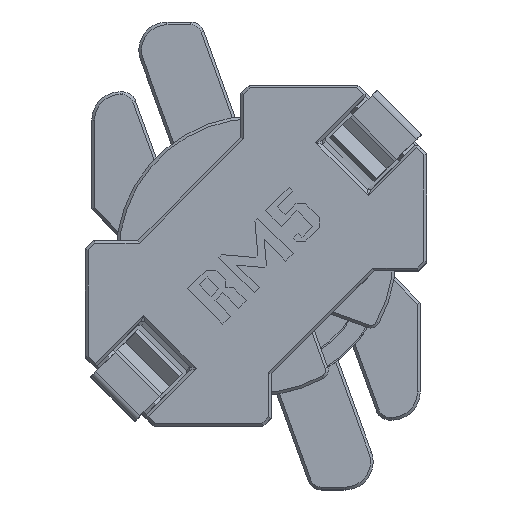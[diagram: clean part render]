
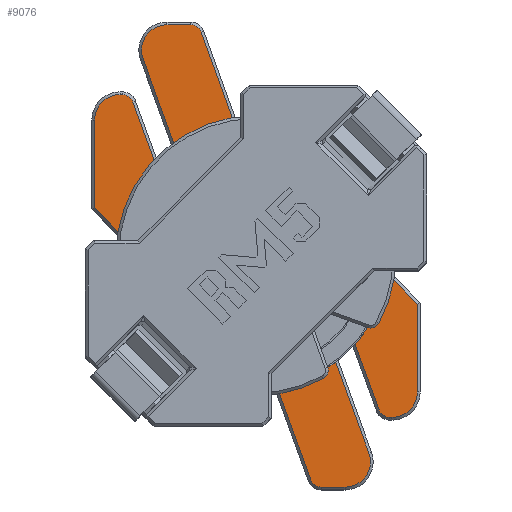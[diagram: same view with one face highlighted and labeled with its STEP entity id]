
A CAD part, top view. The second image highlights one B-rep face of the part: STEP entity #9076.
In plain terms, the highlighted planar face has unit normal (0, 0, 1).
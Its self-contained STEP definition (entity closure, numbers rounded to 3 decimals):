
#167=CIRCLE('',#9607,4.95);
#168=CIRCLE('',#9609,0.408);
#170=CIRCLE('',#9613,0.916);
#172=CIRCLE('',#9617,0.439);
#174=CIRCLE('',#9621,0.408);
#175=CIRCLE('',#9624,0.916);
#176=CIRCLE('',#9629,0.408);
#178=CIRCLE('',#9633,0.916);
#180=CIRCLE('',#9637,0.439);
#182=CIRCLE('',#9641,0.408);
#183=CIRCLE('',#9644,0.916);
#184=CIRCLE('',#9647,4.95);
#185=CIRCLE('',#9656,2.75);
#232=FACE_BOUND('',#1182,.T.);
#659=FACE_OUTER_BOUND('',#1181,.T.);
#1181=EDGE_LOOP('',(#7466,#7467,#7468,#7469,#7470,#7471,#7472,#7473,#7474,
#7475,#7476,#7477,#7478,#7479,#7480,#7481,#7482,#7483,#7484,#7485,#7486,
#7487,#7488,#7489,#7490,#7491));
#1182=EDGE_LOOP('',(#7492));
#2197=LINE('',#14103,#3284);
#2201=LINE('',#14115,#3288);
#2204=LINE('',#14137,#3291);
#2208=LINE('',#14149,#3295);
#2212=LINE('',#14160,#3299);
#2216=LINE('',#14169,#3303);
#2218=LINE('',#14175,#3305);
#2219=LINE('',#14178,#3306);
#2223=LINE('',#14186,#3310);
#2226=LINE('',#14201,#3313);
#2230=LINE('',#14213,#3317);
#2234=LINE('',#14224,#3321);
#2238=LINE('',#14233,#3325);
#2240=LINE('',#14239,#3327);
#3284=VECTOR('',#11599,1.336);
#3288=VECTOR('',#11605,3.39);
#3291=VECTOR('',#11620,0.851);
#3295=VECTOR('',#11632,4.292);
#3299=VECTOR('',#11644,2.954);
#3303=VECTOR('',#11654,0.082);
#3305=VECTOR('',#11662,3.16);
#3306=VECTOR('',#11665,1.336);
#3310=VECTOR('',#11671,3.39);
#3313=VECTOR('',#11682,0.851);
#3317=VECTOR('',#11694,4.292);
#3321=VECTOR('',#11706,2.954);
#3325=VECTOR('',#11716,0.082);
#3327=VECTOR('',#11724,3.16);
#4069=VERTEX_POINT('',#14101);
#4070=VERTEX_POINT('',#14102);
#4072=VERTEX_POINT('',#14112);
#4073=VERTEX_POINT('',#14114);
#4074=VERTEX_POINT('',#14121);
#4076=VERTEX_POINT('',#14129);
#4078=VERTEX_POINT('',#14135);
#4080=VERTEX_POINT('',#14141);
#4082=VERTEX_POINT('',#14147);
#4084=VERTEX_POINT('',#14153);
#4085=VERTEX_POINT('',#14158);
#4086=VERTEX_POINT('',#14163);
#4087=VERTEX_POINT('',#14167);
#4088=VERTEX_POINT('',#14171);
#4089=VERTEX_POINT('',#14177);
#4091=VERTEX_POINT('',#14183);
#4092=VERTEX_POINT('',#14185);
#4094=VERTEX_POINT('',#14193);
#4096=VERTEX_POINT('',#14199);
#4098=VERTEX_POINT('',#14205);
#4100=VERTEX_POINT('',#14211);
#4102=VERTEX_POINT('',#14217);
#4103=VERTEX_POINT('',#14222);
#4104=VERTEX_POINT('',#14227);
#4105=VERTEX_POINT('',#14231);
#4106=VERTEX_POINT('',#14235);
#4107=VERTEX_POINT('',#14256);
#5184=EDGE_CURVE('',#4069,#4070,#2197,.T.);
#5189=EDGE_CURVE('',#4072,#4073,#2201,.T.);
#5191=EDGE_CURVE('',#4073,#4074,#167,.T.);
#5194=EDGE_CURVE('',#4076,#4072,#168,.T.);
#5197=EDGE_CURVE('',#4078,#4076,#2204,.T.);
#5200=EDGE_CURVE('',#4080,#4078,#170,.T.);
#5203=EDGE_CURVE('',#4082,#4080,#2208,.T.);
#5206=EDGE_CURVE('',#4084,#4082,#172,.T.);
#5209=EDGE_CURVE('',#4085,#4084,#2212,.T.);
#5212=EDGE_CURVE('',#4086,#4085,#174,.T.);
#5214=EDGE_CURVE('',#4087,#4086,#2216,.T.);
#5216=EDGE_CURVE('',#4088,#4087,#175,.T.);
#5217=EDGE_CURVE('',#4070,#4088,#2218,.T.);
#5218=EDGE_CURVE('',#4074,#4089,#2219,.T.);
#5222=EDGE_CURVE('',#4091,#4092,#2223,.T.);
#5225=EDGE_CURVE('',#4094,#4091,#176,.T.);
#5228=EDGE_CURVE('',#4096,#4094,#2226,.T.);
#5231=EDGE_CURVE('',#4098,#4096,#178,.T.);
#5234=EDGE_CURVE('',#4100,#4098,#2230,.T.);
#5237=EDGE_CURVE('',#4102,#4100,#180,.T.);
#5240=EDGE_CURVE('',#4103,#4102,#2234,.T.);
#5243=EDGE_CURVE('',#4104,#4103,#182,.T.);
#5245=EDGE_CURVE('',#4105,#4104,#2238,.T.);
#5247=EDGE_CURVE('',#4106,#4105,#183,.T.);
#5248=EDGE_CURVE('',#4089,#4106,#2240,.T.);
#5249=EDGE_CURVE('',#4092,#4069,#184,.T.);
#5256=EDGE_CURVE('',#4107,#4107,#185,.T.);
#7466=ORIENTED_EDGE('',*,*,#5222,.F.);
#7467=ORIENTED_EDGE('',*,*,#5225,.F.);
#7468=ORIENTED_EDGE('',*,*,#5228,.F.);
#7469=ORIENTED_EDGE('',*,*,#5231,.F.);
#7470=ORIENTED_EDGE('',*,*,#5234,.F.);
#7471=ORIENTED_EDGE('',*,*,#5237,.F.);
#7472=ORIENTED_EDGE('',*,*,#5240,.F.);
#7473=ORIENTED_EDGE('',*,*,#5243,.F.);
#7474=ORIENTED_EDGE('',*,*,#5245,.F.);
#7475=ORIENTED_EDGE('',*,*,#5247,.F.);
#7476=ORIENTED_EDGE('',*,*,#5248,.F.);
#7477=ORIENTED_EDGE('',*,*,#5218,.F.);
#7478=ORIENTED_EDGE('',*,*,#5191,.F.);
#7479=ORIENTED_EDGE('',*,*,#5189,.F.);
#7480=ORIENTED_EDGE('',*,*,#5194,.F.);
#7481=ORIENTED_EDGE('',*,*,#5197,.F.);
#7482=ORIENTED_EDGE('',*,*,#5200,.F.);
#7483=ORIENTED_EDGE('',*,*,#5203,.F.);
#7484=ORIENTED_EDGE('',*,*,#5206,.F.);
#7485=ORIENTED_EDGE('',*,*,#5209,.F.);
#7486=ORIENTED_EDGE('',*,*,#5212,.F.);
#7487=ORIENTED_EDGE('',*,*,#5214,.F.);
#7488=ORIENTED_EDGE('',*,*,#5216,.F.);
#7489=ORIENTED_EDGE('',*,*,#5217,.F.);
#7490=ORIENTED_EDGE('',*,*,#5184,.F.);
#7491=ORIENTED_EDGE('',*,*,#5249,.F.);
#7492=ORIENTED_EDGE('',*,*,#5256,.T.);
#8147=PLANE('',#9655);
#9076=ADVANCED_FACE('',(#659,#232),#8147,.T.);
#9607=AXIS2_PLACEMENT_3D('',#14122,#11608,#11609);
#9609=AXIS2_PLACEMENT_3D('',#14131,#11613,#11614);
#9613=AXIS2_PLACEMENT_3D('',#14143,#11625,#11626);
#9617=AXIS2_PLACEMENT_3D('',#14155,#11637,#11638);
#9621=AXIS2_PLACEMENT_3D('',#14165,#11649,#11650);
#9624=AXIS2_PLACEMENT_3D('',#14173,#11658,#11659);
#9629=AXIS2_PLACEMENT_3D('',#14195,#11675,#11676);
#9633=AXIS2_PLACEMENT_3D('',#14207,#11687,#11688);
#9637=AXIS2_PLACEMENT_3D('',#14219,#11699,#11700);
#9641=AXIS2_PLACEMENT_3D('',#14229,#11711,#11712);
#9644=AXIS2_PLACEMENT_3D('',#14237,#11720,#11721);
#9647=AXIS2_PLACEMENT_3D('',#14241,#11727,#11728);
#9655=AXIS2_PLACEMENT_3D('',#14255,#11749,#11750);
#9656=AXIS2_PLACEMENT_3D('',#14257,#11751,#11752);
#11599=DIRECTION('',(0.697,-0.717,0.));
#11605=DIRECTION('',(-0.342,0.94,0.));
#11608=DIRECTION('center_axis',(0.,0.,-1.));
#11609=DIRECTION('ref_axis',(-0.989,0.149,0.));
#11613=DIRECTION('center_axis',(0.,0.,-1.));
#11614=DIRECTION('ref_axis',(-0.94,-0.342,0.));
#11620=DIRECTION('',(-1.,0.,0.));
#11625=DIRECTION('center_axis',(0.,0.,-1.));
#11626=DIRECTION('ref_axis',(0.,-1.,0.));
#11632=DIRECTION('',(0.342,-0.94,0.));
#11637=DIRECTION('center_axis',(0.,0.,1.));
#11638=DIRECTION('ref_axis',(-0.94,-0.342,0.));
#11644=DIRECTION('',(-0.342,0.94,0.));
#11649=DIRECTION('center_axis',(0.,0.,-1.));
#11650=DIRECTION('ref_axis',(-0.94,-0.342,0.));
#11654=DIRECTION('',(-1.,0.,0.));
#11658=DIRECTION('center_axis',(0.,0.,-1.));
#11659=DIRECTION('ref_axis',(0.,-1.,0.));
#11662=DIRECTION('',(0.,-1.,0.));
#11665=DIRECTION('',(-0.697,0.717,0.));
#11671=DIRECTION('',(0.342,-0.94,0.));
#11675=DIRECTION('center_axis',(0.,0.,-1.));
#11676=DIRECTION('ref_axis',(0.94,0.342,0.));
#11682=DIRECTION('',(1.,0.,0.));
#11687=DIRECTION('center_axis',(0.,0.,-1.));
#11688=DIRECTION('ref_axis',(0.,1.,0.));
#11694=DIRECTION('',(-0.342,0.94,0.));
#11699=DIRECTION('center_axis',(0.,0.,1.));
#11700=DIRECTION('ref_axis',(0.94,0.342,0.));
#11706=DIRECTION('',(0.342,-0.94,0.));
#11711=DIRECTION('center_axis',(0.,0.,-1.));
#11712=DIRECTION('ref_axis',(0.94,0.342,0.));
#11716=DIRECTION('',(1.,0.,0.));
#11720=DIRECTION('center_axis',(0.,0.,-1.));
#11721=DIRECTION('ref_axis',(0.,1.,0.));
#11724=DIRECTION('',(0.,1.,0.));
#11727=DIRECTION('center_axis',(0.,0.,-1.));
#11728=DIRECTION('ref_axis',(0.989,-0.149,0.));
#11749=DIRECTION('center_axis',(0.,0.,1.));
#11750=DIRECTION('ref_axis',(1.,0.,0.));
#11751=DIRECTION('center_axis',(0.,0.,-1.));
#11752=DIRECTION('ref_axis',(1.,0.,0.));
#14101=CARTESIAN_POINT('',(4.888,-0.784,2.925));
#14102=CARTESIAN_POINT('',(5.818,-1.742,2.925));
#14103=CARTESIAN_POINT('',(2.026,2.163,2.925));
#14112=CARTESIAN_POINT('',(1.975,-8.068,2.925));
#14114=CARTESIAN_POINT('',(0.816,-4.882,2.925));
#14115=CARTESIAN_POINT('',(-0.921,-0.111,2.925));
#14121=CARTESIAN_POINT('',(-4.888,0.784,2.925));
#14122=CARTESIAN_POINT('Origin',(0.,0.,2.925));
#14129=CARTESIAN_POINT('',(2.358,-8.336,2.925));
#14131=CARTESIAN_POINT('Origin',(2.358,-7.928,2.925));
#14135=CARTESIAN_POINT('',(3.21,-8.336,2.925));
#14137=CARTESIAN_POINT('',(-0.569,-8.336,2.925));
#14141=CARTESIAN_POINT('',(4.07,-7.107,2.925));
#14143=CARTESIAN_POINT('Origin',(3.21,-7.42,2.925));
#14147=CARTESIAN_POINT('',(2.603,-3.074,2.925));
#14149=CARTESIAN_POINT('',(1.772,-0.791,2.925));
#14153=CARTESIAN_POINT('',(3.427,-2.774,2.925));
#14155=CARTESIAN_POINT('Origin',(3.015,-2.924,2.925));
#14158=CARTESIAN_POINT('',(4.437,-5.55,2.925));
#14160=CARTESIAN_POINT('',(1.862,1.525,2.925));
#14163=CARTESIAN_POINT('',(4.821,-5.818,2.925));
#14165=CARTESIAN_POINT('Origin',(4.821,-5.41,2.925));
#14167=CARTESIAN_POINT('',(4.902,-5.818,2.925));
#14169=CARTESIAN_POINT('',(0.663,-5.818,2.925));
#14171=CARTESIAN_POINT('',(5.818,-4.902,2.925));
#14173=CARTESIAN_POINT('Origin',(4.902,-4.902,2.925));
#14175=CARTESIAN_POINT('',(5.818,-0.229,2.925));
#14177=CARTESIAN_POINT('',(-5.818,1.742,2.925));
#14178=CARTESIAN_POINT('',(-5.944,1.872,2.925));
#14183=CARTESIAN_POINT('',(-1.975,8.068,2.925));
#14185=CARTESIAN_POINT('',(-0.816,4.882,2.925));
#14186=CARTESIAN_POINT('',(-0.916,5.158,2.925));
#14193=CARTESIAN_POINT('',(-2.358,8.336,2.925));
#14195=CARTESIAN_POINT('Origin',(-2.358,7.928,2.925));
#14199=CARTESIAN_POINT('',(-3.21,8.336,2.925));
#14201=CARTESIAN_POINT('',(-2.927,8.336,2.925));
#14205=CARTESIAN_POINT('',(-4.07,7.107,2.925));
#14207=CARTESIAN_POINT('Origin',(-3.21,7.42,2.925));
#14211=CARTESIAN_POINT('',(-2.603,3.074,2.925));
#14213=CARTESIAN_POINT('',(-3.609,5.839,2.925));
#14217=CARTESIAN_POINT('',(-3.427,2.774,2.925));
#14219=CARTESIAN_POINT('Origin',(-3.015,2.924,2.925));
#14222=CARTESIAN_POINT('',(-4.437,5.55,2.925));
#14224=CARTESIAN_POINT('',(-3.699,3.522,2.925));
#14227=CARTESIAN_POINT('',(-4.821,5.818,2.925));
#14229=CARTESIAN_POINT('Origin',(-4.821,5.41,2.925));
#14231=CARTESIAN_POINT('',(-4.902,5.818,2.925));
#14233=CARTESIAN_POINT('',(-4.158,5.818,2.925));
#14235=CARTESIAN_POINT('',(-5.818,4.902,2.925));
#14237=CARTESIAN_POINT('Origin',(-4.902,4.902,2.925));
#14239=CARTESIAN_POINT('',(-5.818,4.673,2.925));
#14241=CARTESIAN_POINT('Origin',(0.,0.,2.925));
#14255=CARTESIAN_POINT('Origin',(-3.496,4.444,2.925));
#14256=CARTESIAN_POINT('',(-2.75,0.,2.925));
#14257=CARTESIAN_POINT('Origin',(0.,0.,2.925));
